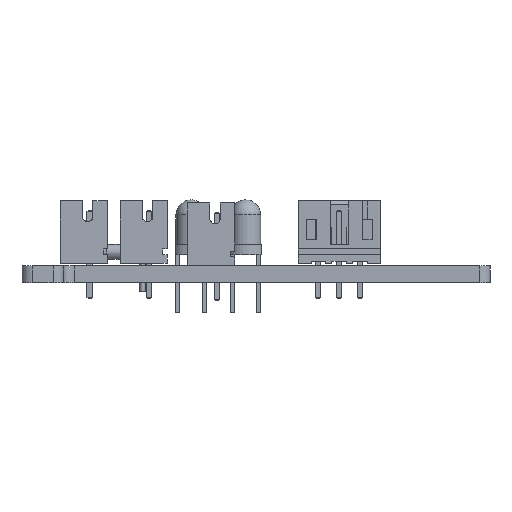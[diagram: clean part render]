
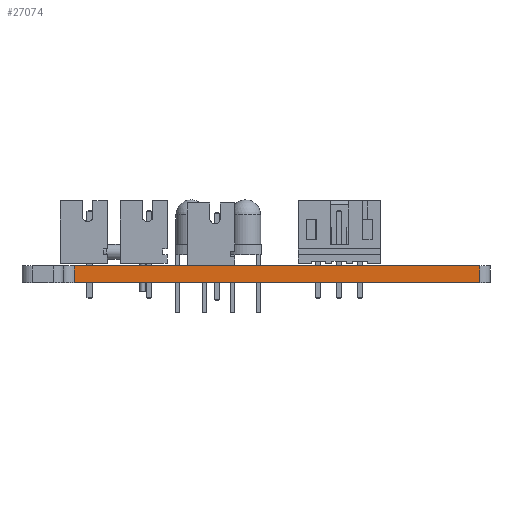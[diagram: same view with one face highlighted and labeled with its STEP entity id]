
A CAD part, left-side view. The second image highlights one B-rep face of the part: STEP entity #27074.
In plain terms, the highlighted planar face has unit normal (-1, 0, 0).
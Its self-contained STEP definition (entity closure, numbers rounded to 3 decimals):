
#21626 = PLANE('',#21627);
#21627 = AXIS2_PLACEMENT_3D('',#21628,#21629,#21630);
#21628 = CARTESIAN_POINT('',(93.296,-71.576,1.6));
#21629 = DIRECTION('',(-0.,-0.,-1.));
#21630 = DIRECTION('',(-1.,0.,0.));
#21680 = PLANE('',#21681);
#21681 = AXIS2_PLACEMENT_3D('',#21682,#21683,#21684);
#21682 = CARTESIAN_POINT('',(93.296,-71.576,0.));
#21683 = DIRECTION('',(-0.,-0.,-1.));
#21684 = DIRECTION('',(-1.,0.,0.));
#21893 = VERTEX_POINT('',#21894);
#21894 = CARTESIAN_POINT('',(76.,-95.,0.));
#21913 = CYLINDRICAL_SURFACE('',#21914,1.);
#21914 = AXIS2_PLACEMENT_3D('',#21915,#21916,#21917);
#21915 = CARTESIAN_POINT('',(77.,-95.,0.));
#21916 = DIRECTION('',(-0.,-0.,-1.));
#21917 = DIRECTION('',(1.,0.,-0.));
#21925 = EDGE_CURVE('',#21893,#21926,#21928,.T.);
#21926 = VERTEX_POINT('',#21927);
#21927 = CARTESIAN_POINT('',(76.,-56.,0.));
#21928 = SURFACE_CURVE('',#21929,(#21933,#21940),.PCURVE_S1.);
#21929 = LINE('',#21930,#21931);
#21930 = CARTESIAN_POINT('',(76.,-95.,0.));
#21931 = VECTOR('',#21932,1.);
#21932 = DIRECTION('',(0.,1.,0.));
#21933 = PCURVE('',#21680,#21934);
#21934 = DEFINITIONAL_REPRESENTATION('',(#21935),#21939);
#21935 = LINE('',#21936,#21937);
#21936 = CARTESIAN_POINT('',(17.296,-23.424));
#21937 = VECTOR('',#21938,1.);
#21938 = DIRECTION('',(0.,1.));
#21939 = ( GEOMETRIC_REPRESENTATION_CONTEXT(2) 
PARAMETRIC_REPRESENTATION_CONTEXT() REPRESENTATION_CONTEXT('2D SPACE',''
  ) );
#21940 = PCURVE('',#21941,#21946);
#21941 = PLANE('',#21942);
#21942 = AXIS2_PLACEMENT_3D('',#21943,#21944,#21945);
#21943 = CARTESIAN_POINT('',(76.,-95.,0.));
#21944 = DIRECTION('',(-1.,0.,0.));
#21945 = DIRECTION('',(0.,1.,0.));
#21946 = DEFINITIONAL_REPRESENTATION('',(#21947),#21951);
#21947 = LINE('',#21948,#21949);
#21948 = CARTESIAN_POINT('',(0.,0.));
#21949 = VECTOR('',#21950,1.);
#21950 = DIRECTION('',(1.,0.));
#21951 = ( GEOMETRIC_REPRESENTATION_CONTEXT(2) 
PARAMETRIC_REPRESENTATION_CONTEXT() REPRESENTATION_CONTEXT('2D SPACE',''
  ) );
#21974 = CYLINDRICAL_SURFACE('',#21975,1.);
#21975 = AXIS2_PLACEMENT_3D('',#21976,#21977,#21978);
#21976 = CARTESIAN_POINT('',(75.,-56.,0.));
#21977 = DIRECTION('',(-0.,-0.,-1.));
#21978 = DIRECTION('',(1.,0.,-0.));
#24626 = VERTEX_POINT('',#24627);
#24627 = CARTESIAN_POINT('',(76.,-95.,1.6));
#24653 = EDGE_CURVE('',#24626,#24654,#24656,.T.);
#24654 = VERTEX_POINT('',#24655);
#24655 = CARTESIAN_POINT('',(76.,-56.,1.6));
#24656 = SURFACE_CURVE('',#24657,(#24661,#24668),.PCURVE_S1.);
#24657 = LINE('',#24658,#24659);
#24658 = CARTESIAN_POINT('',(76.,-95.,1.6));
#24659 = VECTOR('',#24660,1.);
#24660 = DIRECTION('',(0.,1.,0.));
#24661 = PCURVE('',#21626,#24662);
#24662 = DEFINITIONAL_REPRESENTATION('',(#24663),#24667);
#24663 = LINE('',#24664,#24665);
#24664 = CARTESIAN_POINT('',(17.296,-23.424));
#24665 = VECTOR('',#24666,1.);
#24666 = DIRECTION('',(0.,1.));
#24667 = ( GEOMETRIC_REPRESENTATION_CONTEXT(2) 
PARAMETRIC_REPRESENTATION_CONTEXT() REPRESENTATION_CONTEXT('2D SPACE',''
  ) );
#24668 = PCURVE('',#21941,#24669);
#24669 = DEFINITIONAL_REPRESENTATION('',(#24670),#24674);
#24670 = LINE('',#24671,#24672);
#24671 = CARTESIAN_POINT('',(0.,-1.6));
#24672 = VECTOR('',#24673,1.);
#24673 = DIRECTION('',(1.,0.));
#24674 = ( GEOMETRIC_REPRESENTATION_CONTEXT(2) 
PARAMETRIC_REPRESENTATION_CONTEXT() REPRESENTATION_CONTEXT('2D SPACE',''
  ) );
#27024 = EDGE_CURVE('',#21893,#24626,#27025,.T.);
#27025 = SURFACE_CURVE('',#27026,(#27030,#27037),.PCURVE_S1.);
#27026 = LINE('',#27027,#27028);
#27027 = CARTESIAN_POINT('',(76.,-95.,0.));
#27028 = VECTOR('',#27029,1.);
#27029 = DIRECTION('',(0.,0.,1.));
#27030 = PCURVE('',#21913,#27031);
#27031 = DEFINITIONAL_REPRESENTATION('',(#27032),#27036);
#27032 = LINE('',#27033,#27034);
#27033 = CARTESIAN_POINT('',(-3.142,0.));
#27034 = VECTOR('',#27035,1.);
#27035 = DIRECTION('',(-0.,-1.));
#27036 = ( GEOMETRIC_REPRESENTATION_CONTEXT(2) 
PARAMETRIC_REPRESENTATION_CONTEXT() REPRESENTATION_CONTEXT('2D SPACE',''
  ) );
#27037 = PCURVE('',#21941,#27038);
#27038 = DEFINITIONAL_REPRESENTATION('',(#27039),#27043);
#27039 = LINE('',#27040,#27041);
#27040 = CARTESIAN_POINT('',(0.,0.));
#27041 = VECTOR('',#27042,1.);
#27042 = DIRECTION('',(0.,-1.));
#27043 = ( GEOMETRIC_REPRESENTATION_CONTEXT(2) 
PARAMETRIC_REPRESENTATION_CONTEXT() REPRESENTATION_CONTEXT('2D SPACE',''
  ) );
#27074 = ADVANCED_FACE('',(#27075),#21941,.T.);
#27075 = FACE_BOUND('',#27076,.T.);
#27076 = EDGE_LOOP('',(#27077,#27078,#27079,#27100));
#27077 = ORIENTED_EDGE('',*,*,#27024,.T.);
#27078 = ORIENTED_EDGE('',*,*,#24653,.T.);
#27079 = ORIENTED_EDGE('',*,*,#27080,.F.);
#27080 = EDGE_CURVE('',#21926,#24654,#27081,.T.);
#27081 = SURFACE_CURVE('',#27082,(#27086,#27093),.PCURVE_S1.);
#27082 = LINE('',#27083,#27084);
#27083 = CARTESIAN_POINT('',(76.,-56.,0.));
#27084 = VECTOR('',#27085,1.);
#27085 = DIRECTION('',(0.,0.,1.));
#27086 = PCURVE('',#21941,#27087);
#27087 = DEFINITIONAL_REPRESENTATION('',(#27088),#27092);
#27088 = LINE('',#27089,#27090);
#27089 = CARTESIAN_POINT('',(39.,0.));
#27090 = VECTOR('',#27091,1.);
#27091 = DIRECTION('',(0.,-1.));
#27092 = ( GEOMETRIC_REPRESENTATION_CONTEXT(2) 
PARAMETRIC_REPRESENTATION_CONTEXT() REPRESENTATION_CONTEXT('2D SPACE',''
  ) );
#27093 = PCURVE('',#21974,#27094);
#27094 = DEFINITIONAL_REPRESENTATION('',(#27095),#27099);
#27095 = LINE('',#27096,#27097);
#27096 = CARTESIAN_POINT('',(-0.,0.));
#27097 = VECTOR('',#27098,1.);
#27098 = DIRECTION('',(-0.,-1.));
#27099 = ( GEOMETRIC_REPRESENTATION_CONTEXT(2) 
PARAMETRIC_REPRESENTATION_CONTEXT() REPRESENTATION_CONTEXT('2D SPACE',''
  ) );
#27100 = ORIENTED_EDGE('',*,*,#21925,.F.);
